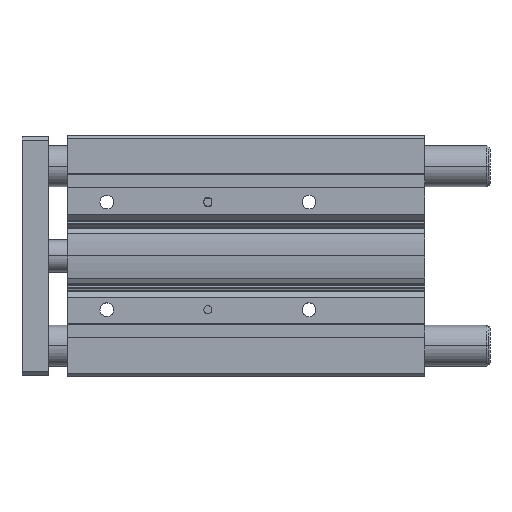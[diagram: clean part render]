
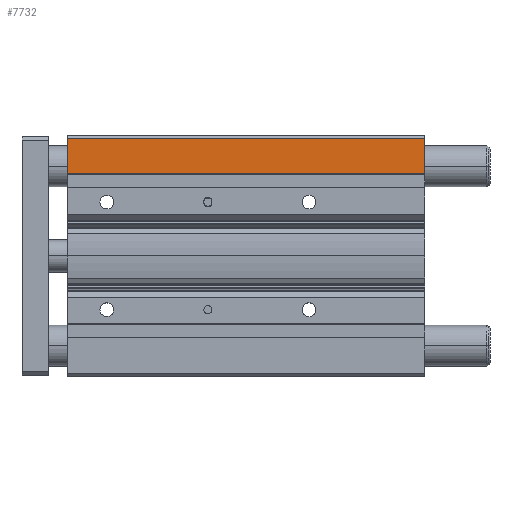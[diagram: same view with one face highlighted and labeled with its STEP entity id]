
A CAD part, top view. The second image highlights one B-rep face of the part: STEP entity #7732.
In plain terms, the highlighted planar face has unit normal (0, 0, 1).
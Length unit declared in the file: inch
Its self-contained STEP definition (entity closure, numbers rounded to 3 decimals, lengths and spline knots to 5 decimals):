
#47 = VERTEX_POINT ( 'NONE', #14248 ) ;
#153 = DIRECTION ( 'NONE',  ( -1., 0., 0. ) ) ;
#1551 = LINE ( 'NONE', #6030, #6477 ) ;
#2089 = FACE_OUTER_BOUND ( 'NONE', #3014, .T. ) ;
#2165 = CARTESIAN_POINT ( 'NONE',  ( 8.62205, 2.83465, 1.25984 ) ) ;
#3014 = EDGE_LOOP ( 'NONE', ( #6207, #9508, #6116, #6688 ) ) ;
#4438 = PLANE ( 'NONE',  #5630 ) ;
#4481 = VECTOR ( 'NONE', #7921, 39.37008 ) ;
#4972 = LINE ( 'NONE', #7090, #11298 ) ;
#4981 = CARTESIAN_POINT ( 'NONE',  ( 8.62205, 2.83465, 1.25984 ) ) ;
#5630 = AXIS2_PLACEMENT_3D ( 'NONE', #2165, #10867, #8709 ) ;
#5728 = VERTEX_POINT ( 'NONE', #11244 ) ;
#6030 = CARTESIAN_POINT ( 'NONE',  ( 8.62205, 2.83465, 1.25984 ) ) ;
#6065 = VERTEX_POINT ( 'NONE', #4981 ) ;
#6116 = ORIENTED_EDGE ( 'NONE', *, *, #10158, .F. ) ;
#6207 = ORIENTED_EDGE ( 'NONE', *, *, #12627, .T. ) ;
#6477 = VECTOR ( 'NONE', #6991, 39.37008 ) ;
#6688 = ORIENTED_EDGE ( 'NONE', *, *, #9672, .T. ) ;
#6824 = LINE ( 'NONE', #8953, #4481 ) ;
#6991 = DIRECTION ( 'NONE',  ( 0., -1., 0. ) ) ;
#7090 = CARTESIAN_POINT ( 'NONE',  ( 0., 2.83465, 1.25984 ) ) ;
#7732 = ADVANCED_FACE ( 'NONE', ( #2089 ), #4438, .F. ) ;
#7921 = DIRECTION ( 'NONE',  ( -1., 0., 0. ) ) ;
#8709 = DIRECTION ( 'NONE',  ( 0., -1., 0. ) ) ;
#8953 = CARTESIAN_POINT ( 'NONE',  ( 8.62205, 1.97835, 1.25984 ) ) ;
#9167 = CARTESIAN_POINT ( 'NONE',  ( 8.62205, 1.97835, 1.25984 ) ) ;
#9508 = ORIENTED_EDGE ( 'NONE', *, *, #13341, .F. ) ;
#9672 = EDGE_CURVE ( 'NONE', #6065, #5728, #12680, .T. ) ;
#10158 = EDGE_CURVE ( 'NONE', #6065, #13357, #1551, .T. ) ;
#10449 = CARTESIAN_POINT ( 'NONE',  ( 8.62205, 2.83465, 1.25984 ) ) ;
#10867 = DIRECTION ( 'NONE',  ( 0., 0., -1. ) ) ;
#10908 = DIRECTION ( 'NONE',  ( 0., -1., 0. ) ) ;
#11244 = CARTESIAN_POINT ( 'NONE',  ( 0., 2.83465, 1.25984 ) ) ;
#11298 = VECTOR ( 'NONE', #10908, 39.37008 ) ;
#12627 = EDGE_CURVE ( 'NONE', #5728, #47, #4972, .T. ) ;
#12680 = LINE ( 'NONE', #10449, #14004 ) ;
#13341 = EDGE_CURVE ( 'NONE', #13357, #47, #6824, .T. ) ;
#13357 = VERTEX_POINT ( 'NONE', #9167 ) ;
#14004 = VECTOR ( 'NONE', #153, 39.37008 ) ;
#14248 = CARTESIAN_POINT ( 'NONE',  ( 0., 1.97835, 1.25984 ) ) ;
